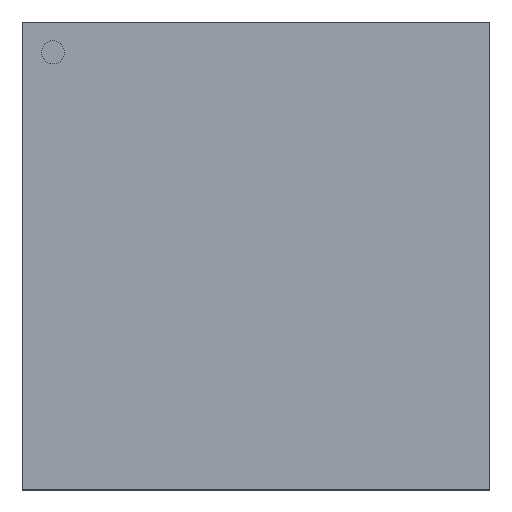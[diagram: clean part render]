
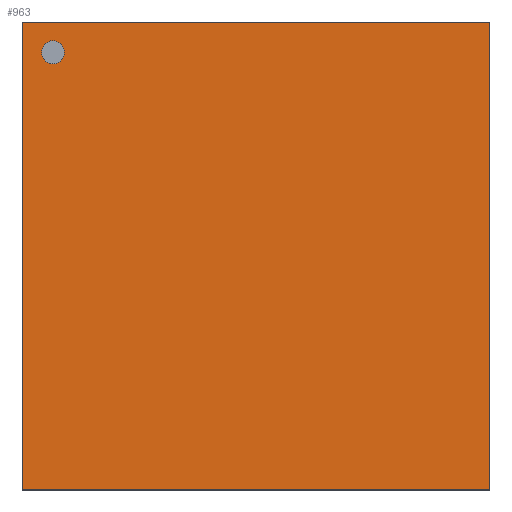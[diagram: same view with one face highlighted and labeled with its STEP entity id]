
A CAD part, top view. The second image highlights one B-rep face of the part: STEP entity #963.
In plain terms, the highlighted planar face has unit normal (0, 0, 1).
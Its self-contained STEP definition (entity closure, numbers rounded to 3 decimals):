
#142=FACE_BOUND('',#423,.T.);
#148=PLANE('',#1179);
#286=FACE_OUTER_BOUND('',#422,.T.);
#422=EDGE_LOOP('',(#819,#820,#821,#822));
#423=EDGE_LOOP('',(#823));
#556=LINE('',#1807,#569);
#559=LINE('',#1813,#572);
#562=LINE('',#1819,#575);
#565=LINE('',#1823,#578);
#569=VECTOR('',#1388,1000.);
#572=VECTOR('',#1393,1000.);
#575=VECTOR('',#1398,1000.);
#578=VECTOR('',#1403,1000.);
#579=CIRCLE('',#1172,0.123);
#645=VERTEX_POINT('',#1794);
#649=VERTEX_POINT('',#1804);
#650=VERTEX_POINT('',#1806);
#652=VERTEX_POINT('',#1812);
#654=VERTEX_POINT('',#1818);
#719=EDGE_CURVE('',#645,#645,#579,.T.);
#724=EDGE_CURVE('',#650,#649,#556,.T.);
#727=EDGE_CURVE('',#652,#650,#559,.T.);
#730=EDGE_CURVE('',#654,#652,#562,.T.);
#733=EDGE_CURVE('',#649,#654,#565,.T.);
#819=ORIENTED_EDGE('',*,*,#724,.T.);
#820=ORIENTED_EDGE('',*,*,#733,.T.);
#821=ORIENTED_EDGE('',*,*,#730,.T.);
#822=ORIENTED_EDGE('',*,*,#727,.T.);
#823=ORIENTED_EDGE('',*,*,#719,.T.);
#963=ADVANCED_FACE('',(#286,#142),#148,.T.);
#1172=AXIS2_PLACEMENT_3D('',#1795,#1377,#1378);
#1179=AXIS2_PLACEMENT_3D('',#1824,#1404,#1405);
#1377=DIRECTION('center_axis',(0.,0.,-1.));
#1378=DIRECTION('ref_axis',(-1.,0.,0.));
#1388=DIRECTION('',(0.,-1.,0.));
#1393=DIRECTION('',(-1.,0.,0.));
#1398=DIRECTION('',(0.,1.,0.));
#1403=DIRECTION('',(1.,0.,0.));
#1404=DIRECTION('center_axis',(0.,0.,1.));
#1405=DIRECTION('ref_axis',(0.,-1.,0.));
#1794=CARTESIAN_POINT('',(-2.046,2.242,0.599));
#1795=CARTESIAN_POINT('Origin',(-2.169,2.242,0.599));
#1804=CARTESIAN_POINT('',(-2.5,-2.434,0.599));
#1806=CARTESIAN_POINT('',(-2.5,2.566,0.599));
#1807=CARTESIAN_POINT('',(-2.5,-2.434,0.599));
#1812=CARTESIAN_POINT('',(2.5,2.566,0.599));
#1813=CARTESIAN_POINT('',(2.5,2.566,0.599));
#1818=CARTESIAN_POINT('',(2.5,-2.434,0.599));
#1819=CARTESIAN_POINT('',(2.5,-2.434,0.599));
#1823=CARTESIAN_POINT('',(2.5,-2.434,0.599));
#1824=CARTESIAN_POINT('Origin',(0.,0.066,
0.599));
